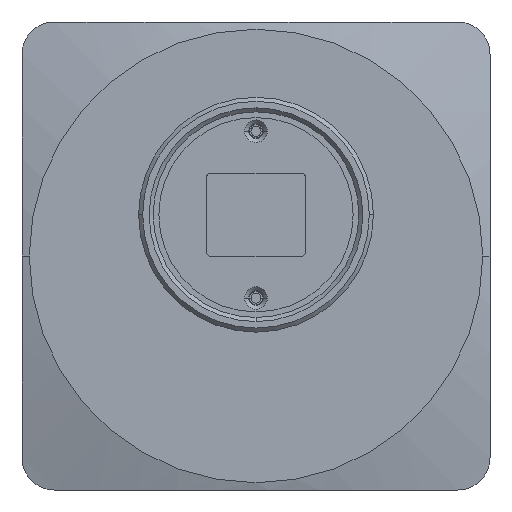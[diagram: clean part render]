
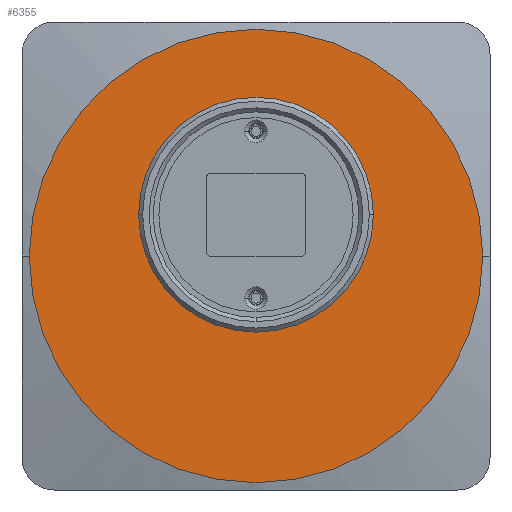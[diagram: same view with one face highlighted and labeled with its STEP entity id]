
A CAD part, left-side view. The second image highlights one B-rep face of the part: STEP entity #6355.
In plain terms, the highlighted planar face has unit normal (-1, 0, 0).
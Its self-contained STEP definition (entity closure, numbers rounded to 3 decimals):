
#625=CARTESIAN_POINT('',(0.,0.,0.));
#626=DIRECTION('',(1.,0.,0.));
#627=DIRECTION('',(0.,1.,0.));
#628=AXIS2_PLACEMENT_3D('',#625,#626,#627);
#630=CARTESIAN_POINT('',(0.,0.,0.));
#631=DIRECTION('',(1.,0.,0.));
#632=DIRECTION('',(0.,-1.,0.));
#633=AXIS2_PLACEMENT_3D('',#630,#631,#632);
#635=CARTESIAN_POINT('',(0.,0.,5.1));
#636=DIRECTION('',(-1.,0.,0.));
#637=DIRECTION('',(0.,-1.,0.));
#638=AXIS2_PLACEMENT_3D('',#635,#636,#637);
#640=CARTESIAN_POINT('',(0.,0.,5.1));
#641=DIRECTION('',(-1.,0.,0.));
#642=DIRECTION('',(0.,1.,0.));
#643=AXIS2_PLACEMENT_3D('',#640,#641,#642);
#5060=CARTESIAN_POINT('',(0.,28.,0.));
#5061=CARTESIAN_POINT('',(0.,-28.,0.));
#5062=VERTEX_POINT('',#5060);
#5063=VERTEX_POINT('',#5061);
#5678=CARTESIAN_POINT('',(0.,-14.5,5.1));
#5679=CARTESIAN_POINT('',(0.,14.5,5.1));
#5680=VERTEX_POINT('',#5678);
#5681=VERTEX_POINT('',#5679);
#6339=CARTESIAN_POINT('',(0.,0.,0.));
#6340=DIRECTION('',(1.,0.,0.));
#6341=DIRECTION('',(0.,-1.,0.));
#6342=AXIS2_PLACEMENT_3D('',#6339,#6340,#6341);
#6343=PLANE('',#6342);
#6345=ORIENTED_EDGE('',*,*,#6344,.T.);
#6347=ORIENTED_EDGE('',*,*,#6346,.T.);
#6348=EDGE_LOOP('',(#6345,#6347));
#6349=FACE_OUTER_BOUND('',#6348,.F.);
#6350=ORIENTED_EDGE('',*,*,#6307,.T.);
#6352=ORIENTED_EDGE('',*,*,#6351,.T.);
#6353=EDGE_LOOP('',(#6350,#6352));
#6354=FACE_BOUND('',#6353,.F.);
#6355=ADVANCED_FACE('',(#6349,#6354),#6343,.F.);
#629=CIRCLE('',#628,28.);
#634=CIRCLE('',#633,28.);
#639=CIRCLE('',#638,14.5);
#644=CIRCLE('',#643,14.5);
#6307=EDGE_CURVE('',#5680,#5681,#639,.T.);
#6344=EDGE_CURVE('',#5062,#5063,#629,.T.);
#6346=EDGE_CURVE('',#5063,#5062,#634,.T.);
#6351=EDGE_CURVE('',#5681,#5680,#644,.T.);
